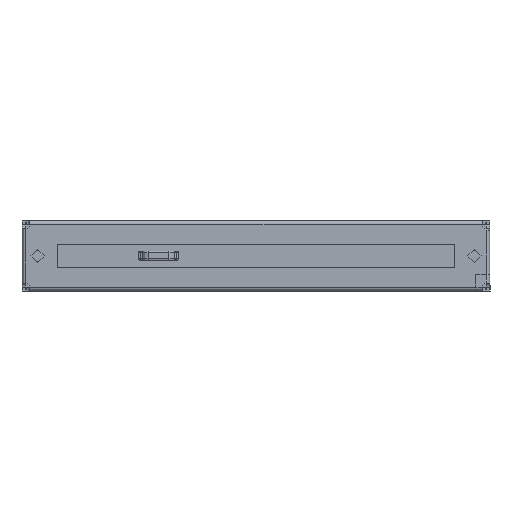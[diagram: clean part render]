
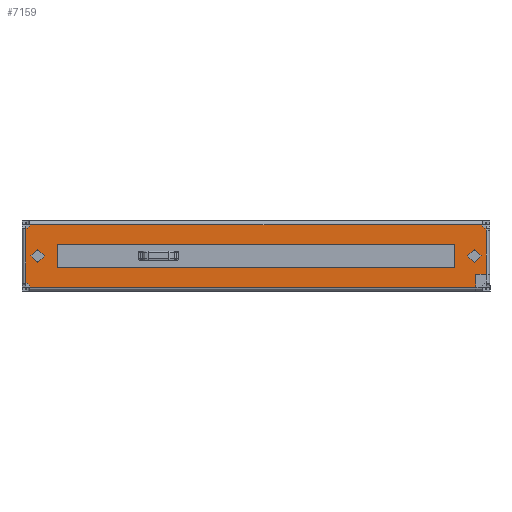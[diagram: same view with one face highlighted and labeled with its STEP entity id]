
A CAD part, top view. The second image highlights one B-rep face of the part: STEP entity #7159.
In plain terms, the highlighted planar face has unit normal (0, 0, 1).
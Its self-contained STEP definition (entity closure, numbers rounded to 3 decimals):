
#26=FACE_BOUND('',#1110,.T.);
#27=FACE_BOUND('',#1111,.T.);
#28=FACE_BOUND('',#1112,.T.);
#429=PLANE('',#7634);
#710=FACE_OUTER_BOUND('',#1109,.T.);
#1109=EDGE_LOOP('',(#5474,#5475,#5476,#5477,#5478,#5479,#5480,#5481,#5482,
#5483));
#1110=EDGE_LOOP('',(#5484,#5485,#5486,#5487));
#1111=EDGE_LOOP('',(#5488));
#1112=EDGE_LOOP('',(#5489));
#1473=LINE('',#10477,#2263);
#1477=LINE('',#10485,#2267);
#1720=LINE('',#11292,#2510);
#1723=LINE('',#11296,#2513);
#1724=LINE('',#11299,#2514);
#1725=LINE('',#11303,#2515);
#1726=LINE('',#11306,#2516);
#1727=LINE('',#11308,#2517);
#1728=LINE('',#11309,#2518);
#1729=LINE('',#11311,#2519);
#1730=LINE('',#11312,#2520);
#2263=VECTOR('',#8172,10.);
#2267=VECTOR('',#8178,25.4);
#2510=VECTOR('',#8615,25.4);
#2513=VECTOR('',#8618,25.4);
#2514=VECTOR('',#8621,25.4);
#2515=VECTOR('',#8624,25.4);
#2516=VECTOR('',#8627,10.);
#2517=VECTOR('',#8628,25.4);
#2518=VECTOR('',#8629,25.4);
#2519=VECTOR('',#8630,10.);
#2520=VECTOR('',#8631,25.4);
#3048=CIRCLE('',#7610,0.5);
#3058=CIRCLE('',#7635,0.5);
#3059=CIRCLE('',#7636,0.5);
#3060=CIRCLE('',#7637,0.85);
#3061=CIRCLE('',#7638,0.85);
#3209=VERTEX_POINT('',#10475);
#3210=VERTEX_POINT('',#10476);
#3213=VERTEX_POINT('',#10484);
#3462=VERTEX_POINT('',#11218);
#3464=VERTEX_POINT('',#11223);
#3481=VERTEX_POINT('',#11290);
#3482=VERTEX_POINT('',#11291);
#3483=VERTEX_POINT('',#11294);
#3484=VERTEX_POINT('',#11298);
#3485=VERTEX_POINT('',#11300);
#3486=VERTEX_POINT('',#11302);
#3487=VERTEX_POINT('',#11304);
#3488=VERTEX_POINT('',#11307);
#3489=VERTEX_POINT('',#11310);
#3490=VERTEX_POINT('',#11313);
#3491=VERTEX_POINT('',#11315);
#3911=EDGE_CURVE('',#3209,#3210,#1473,.T.);
#3915=EDGE_CURVE('',#3209,#3213,#1477,.T.);
#4208=EDGE_CURVE('',#3464,#3462,#3048,.T.);
#4239=EDGE_CURVE('',#3481,#3482,#1720,.T.);
#4242=EDGE_CURVE('',#3482,#3483,#1723,.T.);
#4243=EDGE_CURVE('',#3484,#3462,#1724,.T.);
#4244=EDGE_CURVE('',#3485,#3484,#3058,.T.);
#4245=EDGE_CURVE('',#3485,#3486,#1725,.T.);
#4246=EDGE_CURVE('',#3486,#3487,#3059,.T.);
#4247=EDGE_CURVE('',#3481,#3487,#1726,.T.);
#4248=EDGE_CURVE('',#3488,#3483,#1727,.T.);
#4249=EDGE_CURVE('',#3464,#3488,#1728,.T.);
#4250=EDGE_CURVE('',#3213,#3489,#1729,.T.);
#4251=EDGE_CURVE('',#3489,#3210,#1730,.T.);
#4252=EDGE_CURVE('',#3490,#3490,#3060,.T.);
#4253=EDGE_CURVE('',#3491,#3491,#3061,.T.);
#5474=ORIENTED_EDGE('',*,*,#4243,.F.);
#5475=ORIENTED_EDGE('',*,*,#4244,.F.);
#5476=ORIENTED_EDGE('',*,*,#4245,.T.);
#5477=ORIENTED_EDGE('',*,*,#4246,.T.);
#5478=ORIENTED_EDGE('',*,*,#4247,.F.);
#5479=ORIENTED_EDGE('',*,*,#4239,.T.);
#5480=ORIENTED_EDGE('',*,*,#4242,.T.);
#5481=ORIENTED_EDGE('',*,*,#4248,.F.);
#5482=ORIENTED_EDGE('',*,*,#4249,.F.);
#5483=ORIENTED_EDGE('',*,*,#4208,.T.);
#5484=ORIENTED_EDGE('',*,*,#4250,.F.);
#5485=ORIENTED_EDGE('',*,*,#3915,.F.);
#5486=ORIENTED_EDGE('',*,*,#3911,.T.);
#5487=ORIENTED_EDGE('',*,*,#4251,.F.);
#5488=ORIENTED_EDGE('',*,*,#4252,.F.);
#5489=ORIENTED_EDGE('',*,*,#4253,.F.);
#7159=ADVANCED_FACE('',(#710,#26,#27,#28),#429,.F.);
#7610=AXIS2_PLACEMENT_3D('',#11230,#8546,#8547);
#7634=AXIS2_PLACEMENT_3D('',#11297,#8619,#8620);
#7635=AXIS2_PLACEMENT_3D('',#11301,#8622,#8623);
#7636=AXIS2_PLACEMENT_3D('',#11305,#8625,#8626);
#7637=AXIS2_PLACEMENT_3D('',#11314,#8632,#8633);
#7638=AXIS2_PLACEMENT_3D('',#11316,#8634,#8635);
#8172=DIRECTION('',(-1.,0.,0.));
#8178=DIRECTION('',(0.,1.,0.));
#8546=DIRECTION('center_axis',(0.,0.,-1.));
#8547=DIRECTION('ref_axis',(0.,-1.,0.));
#8615=DIRECTION('',(0.,1.,0.));
#8618=DIRECTION('',(1.,0.,0.));
#8619=DIRECTION('center_axis',(0.,0.,-1.));
#8620=DIRECTION('ref_axis',(1.,0.,0.));
#8621=DIRECTION('',(1.,0.,0.));
#8622=DIRECTION('center_axis',(0.,0.,1.));
#8623=DIRECTION('ref_axis',(0.,-1.,0.));
#8624=DIRECTION('',(0.,-1.,0.));
#8625=DIRECTION('center_axis',(0.,0.,-1.));
#8626=DIRECTION('ref_axis',(0.,1.,0.));
#8627=DIRECTION('',(-1.,0.,0.));
#8628=DIRECTION('',(0.,-1.,0.));
#8629=DIRECTION('',(0.,-1.,0.));
#8630=DIRECTION('',(-1.,0.,0.));
#8631=DIRECTION('',(0.,-1.,0.));
#8632=DIRECTION('center_axis',(0.,0.,1.));
#8633=DIRECTION('ref_axis',(1.,0.,0.));
#8634=DIRECTION('center_axis',(0.,0.,1.));
#8635=DIRECTION('ref_axis',(1.,0.,0.));
#10475=CARTESIAN_POINT('',(-2.569,-1.483,5.508));
#10476=CARTESIAN_POINT('',(-53.569,-1.483,5.508));
#10477=CARTESIAN_POINT('',(-10.928,-1.483,5.508));
#10484=CARTESIAN_POINT('',(-2.569,1.517,5.508));
#10485=CARTESIAN_POINT('',(-2.569,1.517,5.508));
#11218=CARTESIAN_POINT('',(0.929,4.017,5.508));
#11223=CARTESIAN_POINT('',(1.429,3.517,5.508));
#11230=CARTESIAN_POINT('Origin',(1.429,4.017,5.508));
#11290=CARTESIAN_POINT('',(0.126,-3.983,5.508));
#11291=CARTESIAN_POINT('',(0.126,-2.344,5.51));
#11292=CARTESIAN_POINT('',(0.126,0.142,5.508));
#11294=CARTESIAN_POINT('',(1.431,-2.344,5.508));
#11296=CARTESIAN_POINT('',(-8.285,-2.344,5.508));
#11297=CARTESIAN_POINT('Origin',(-15.569,0.017,5.508));
#11298=CARTESIAN_POINT('',(-57.069,4.017,5.508));
#11299=CARTESIAN_POINT('',(-15.55,4.017,5.508));
#11300=CARTESIAN_POINT('',(-57.569,3.517,5.508));
#11301=CARTESIAN_POINT('Origin',(-57.569,4.017,5.508));
#11302=CARTESIAN_POINT('',(-57.569,-3.483,5.508));
#11303=CARTESIAN_POINT('',(-57.569,1.892,5.508));
#11304=CARTESIAN_POINT('',(-57.069,-3.983,5.508));
#11305=CARTESIAN_POINT('Origin',(-57.569,-3.983,5.508));
#11306=CARTESIAN_POINT('',(-10.928,-3.983,5.508));
#11307=CARTESIAN_POINT('',(1.43,3.267,5.508));
#11308=CARTESIAN_POINT('',(1.431,0.017,5.508));
#11309=CARTESIAN_POINT('',(1.429,1.892,5.508));
#11310=CARTESIAN_POINT('',(-53.569,1.517,5.508));
#11311=CARTESIAN_POINT('',(-10.928,1.517,5.508));
#11312=CARTESIAN_POINT('',(-53.569,1.517,5.508));
#11313=CARTESIAN_POINT('',(-56.919,0.017,5.508));
#11314=CARTESIAN_POINT('Origin',(-56.069,0.017,5.508));
#11315=CARTESIAN_POINT('',(-0.919,0.017,5.508));
#11316=CARTESIAN_POINT('Origin',(-0.069,0.017,
5.508));
